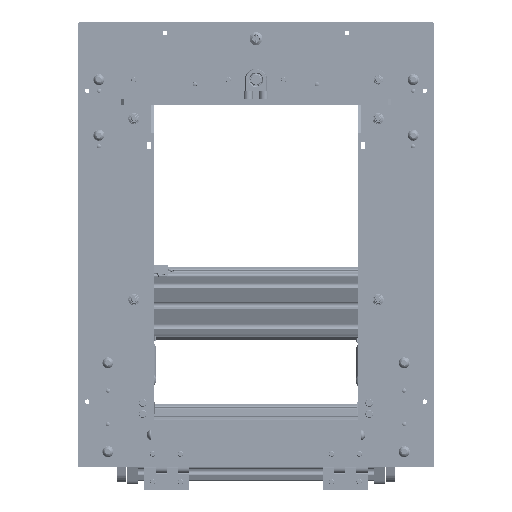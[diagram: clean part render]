
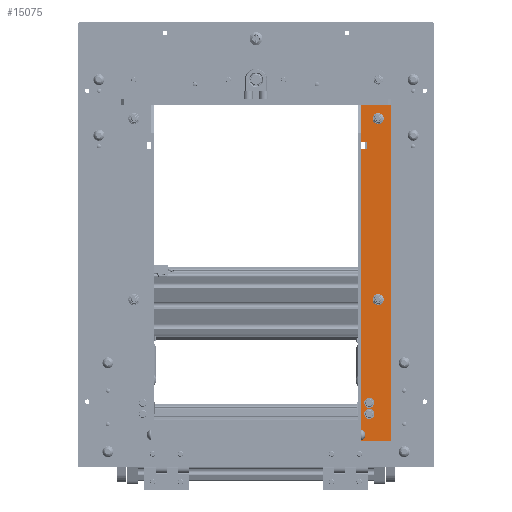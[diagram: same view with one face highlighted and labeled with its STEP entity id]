
A CAD part, front view. The second image highlights one B-rep face of the part: STEP entity #15075.
In plain terms, the highlighted planar face has unit normal (0, -1, 0).
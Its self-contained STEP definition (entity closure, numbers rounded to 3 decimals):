
#349 = DIRECTION ( 'NONE',  ( 0., 1., 0. ) ) ;
#910 = CARTESIAN_POINT ( 'NONE',  ( -10., -3., 127. ) ) ;
#1269 = CARTESIAN_POINT ( 'NONE',  ( -18., -3., 24. ) ) ;
#1347 = VERTEX_POINT ( 'NONE', #23654 ) ;
#2960 = CARTESIAN_POINT ( 'NONE',  ( -10., -3., 127. ) ) ;
#3804 = CARTESIAN_POINT ( 'NONE',  ( -30., -3., 151. ) ) ;
#4639 = AXIS2_PLACEMENT_3D ( 'NONE', #21182, #28519, #21584 ) ;
#4693 = VERTEX_POINT ( 'NONE', #26644 ) ;
#5278 = DIRECTION ( 'NONE',  ( -1., 0., 0. ) ) ;
#5571 = ORIENTED_EDGE ( 'NONE', *, *, #12355, .T. ) ;
#5693 = ORIENTED_EDGE ( 'NONE', *, *, #15762, .T. ) ;
#5702 = ORIENTED_EDGE ( 'NONE', *, *, #76185, .T. ) ;
#6382 = EDGE_CURVE ( 'NONE', #54629, #61843, #17480, .T. ) ;
#6910 = ORIENTED_EDGE ( 'NONE', *, *, #56657, .F. ) ;
#6971 = VECTOR ( 'NONE', #5278, 1000. ) ;
#7296 = CIRCLE ( 'NONE', #71018, 2.5 ) ;
#7358 = DIRECTION ( 'NONE',  ( 0., 0., 1. ) ) ;
#7398 = AXIS2_PLACEMENT_3D ( 'NONE', #1269, #68853, #56279 ) ;
#8962 = CARTESIAN_POINT ( 'NONE',  ( -18., -3., -141.5 ) ) ;
#9276 = EDGE_CURVE ( 'NONE', #18224, #59276, #25477, .T. ) ;
#9558 = DIRECTION ( 'NONE',  ( 0., 0., 1. ) ) ;
#9757 = CARTESIAN_POINT ( 'NONE',  ( -30., -3., 151. ) ) ;
#10380 = ORIENTED_EDGE ( 'NONE', *, *, #20885, .T. ) ;
#10843 = CARTESIAN_POINT ( 'NONE',  ( -18., -3., 21.5 ) ) ;
#12004 = DIRECTION ( 'NONE',  ( 0., 1., 0. ) ) ;
#12355 = EDGE_CURVE ( 'NONE', #63753, #79316, #52186, .T. ) ;
#12587 = CARTESIAN_POINT ( 'NONE',  ( -30., -3., -151. ) ) ;
#14290 = EDGE_CURVE ( 'NONE', #54629, #4693, #66251, .T. ) ;
#14469 = CARTESIAN_POINT ( 'NONE',  ( -10., -3., 129.5 ) ) ;
#14514 = EDGE_LOOP ( 'NONE', ( #41470, #64670 ) ) ;
#14768 = CARTESIAN_POINT ( 'NONE',  ( -10., -3., 119.5 ) ) ;
#15075 = ADVANCED_FACE ( 'NONE', ( #34249, #41509, #53411, #35439, #41107 ), #66004, .F. ) ;
#15533 = DIRECTION ( 'NONE',  ( 0., 1., 0. ) ) ;
#15535 = VECTOR ( 'NONE', #61033, 1000. ) ;
#15762 = EDGE_CURVE ( 'NONE', #1347, #16789, #7296, .T. ) ;
#15889 = ORIENTED_EDGE ( 'NONE', *, *, #79431, .T. ) ;
#15945 = DIRECTION ( 'NONE',  ( 0., 1., 0. ) ) ;
#16007 = VECTOR ( 'NONE', #71916, 1000. ) ;
#16789 = VERTEX_POINT ( 'NONE', #8962 ) ;
#17156 = EDGE_LOOP ( 'NONE', ( #42488, #76830 ) ) ;
#17480 = LINE ( 'NONE', #42278, #6971 ) ;
#17517 = VERTEX_POINT ( 'NONE', #10843 ) ;
#18117 = CIRCLE ( 'NONE', #77929, 2.5 ) ;
#18153 = DIRECTION ( 'NONE',  ( 1., 0., 0. ) ) ;
#18224 = VERTEX_POINT ( 'NONE', #78930 ) ;
#18324 = CIRCLE ( 'NONE', #50791, 2.5 ) ;
#19508 = CIRCLE ( 'NONE', #65050, 2.5 ) ;
#19971 = LINE ( 'NONE', #27307, #47337 ) ;
#20885 = EDGE_CURVE ( 'NONE', #16789, #1347, #23424, .T. ) ;
#21182 = CARTESIAN_POINT ( 'NONE',  ( -10., -3., 117. ) ) ;
#21539 = EDGE_CURVE ( 'NONE', #79931, #56306, #18324, .T. ) ;
#21584 = DIRECTION ( 'NONE',  ( 0., 0., 1. ) ) ;
#22435 = EDGE_LOOP ( 'NONE', ( #5571, #15889 ) ) ;
#23291 = VERTEX_POINT ( 'NONE', #3804 ) ;
#23424 = CIRCLE ( 'NONE', #53402, 2.5 ) ;
#23654 = CARTESIAN_POINT ( 'NONE',  ( -18., -3., -136.5 ) ) ;
#24709 = ORIENTED_EDGE ( 'NONE', *, *, #9276, .T. ) ;
#24953 = LINE ( 'NONE', #68520, #68484 ) ;
#25477 = LINE ( 'NONE', #73922, #60492 ) ;
#26644 = CARTESIAN_POINT ( 'NONE',  ( -3., -3., -151. ) ) ;
#27054 = VECTOR ( 'NONE', #59439, 1000. ) ;
#27307 = CARTESIAN_POINT ( 'NONE',  ( -3., -3., 151. ) ) ;
#28519 = DIRECTION ( 'NONE',  ( 0., 1., 0. ) ) ;
#30627 = DIRECTION ( 'NONE',  ( 0., 0., 1. ) ) ;
#31885 = DIRECTION ( 'NONE',  ( 1., 0., 0. ) ) ;
#33167 = DIRECTION ( 'NONE',  ( 0., 1., 0. ) ) ;
#33794 = CARTESIAN_POINT ( 'NONE',  ( -18., -3., 26.5 ) ) ;
#34249 = FACE_BOUND ( 'NONE', #17156, .T. ) ;
#34734 = VECTOR ( 'NONE', #7358, 1000. ) ;
#34841 = CARTESIAN_POINT ( 'NONE',  ( -3., -3., 151. ) ) ;
#35439 = FACE_BOUND ( 'NONE', #14514, .T. ) ;
#35706 = DIRECTION ( 'NONE',  ( 0., 0., 1. ) ) ;
#35943 = CIRCLE ( 'NONE', #7398, 2.5 ) ;
#36734 = ORIENTED_EDGE ( 'NONE', *, *, #39053, .F. ) ;
#36775 = VERTEX_POINT ( 'NONE', #12587 ) ;
#38424 = EDGE_LOOP ( 'NONE', ( #5693, #10380 ) ) ;
#38871 = ORIENTED_EDGE ( 'NONE', *, *, #59637, .T. ) ;
#38982 = ORIENTED_EDGE ( 'NONE', *, *, #67319, .T. ) ;
#39000 = VERTEX_POINT ( 'NONE', #33794 ) ;
#39053 = EDGE_CURVE ( 'NONE', #73847, #59276, #19971, .T. ) ;
#39094 = ORIENTED_EDGE ( 'NONE', *, *, #6382, .T. ) ;
#40330 = DIRECTION ( 'NONE',  ( 0., 0., 1. ) ) ;
#41107 = FACE_OUTER_BOUND ( 'NONE', #73498, .T. ) ;
#41470 = ORIENTED_EDGE ( 'NONE', *, *, #53449, .T. ) ;
#41509 = FACE_BOUND ( 'NONE', #22435, .T. ) ;
#42278 = CARTESIAN_POINT ( 'NONE',  ( -30., -3., -118. ) ) ;
#42460 = EDGE_CURVE ( 'NONE', #56306, #79931, #57981, .T. ) ;
#42488 = ORIENTED_EDGE ( 'NONE', *, *, #42460, .T. ) ;
#43452 = CARTESIAN_POINT ( 'NONE',  ( -18., -3., 24. ) ) ;
#43832 = ORIENTED_EDGE ( 'NONE', *, *, #14290, .F. ) ;
#46157 = CARTESIAN_POINT ( 'NONE',  ( -18., -3., -139. ) ) ;
#47337 = VECTOR ( 'NONE', #57493, 1000. ) ;
#48737 = AXIS2_PLACEMENT_3D ( 'NONE', #77418, #15533, #40330 ) ;
#48753 = LINE ( 'NONE', #72000, #15535 ) ;
#49323 = DIRECTION ( 'NONE',  ( 0., 1., 0. ) ) ;
#50070 = CARTESIAN_POINT ( 'NONE',  ( -8., -3., 151. ) ) ;
#50368 = DIRECTION ( 'NONE',  ( 0., 0., 1. ) ) ;
#50791 = AXIS2_PLACEMENT_3D ( 'NONE', #73865, #12004, #61702 ) ;
#52186 = CIRCLE ( 'NONE', #79498, 2.5 ) ;
#52688 = CARTESIAN_POINT ( 'NONE',  ( -10., -3., 124.5 ) ) ;
#53402 = AXIS2_PLACEMENT_3D ( 'NONE', #59809, #65882, #35706 ) ;
#53411 = FACE_BOUND ( 'NONE', #38424, .T. ) ;
#53449 = EDGE_CURVE ( 'NONE', #39000, #17517, #35943, .T. ) ;
#54629 = VERTEX_POINT ( 'NONE', #69912 ) ;
#56279 = DIRECTION ( 'NONE',  ( 0., 0., 1. ) ) ;
#56306 = VERTEX_POINT ( 'NONE', #14768 ) ;
#56657 = EDGE_CURVE ( 'NONE', #23291, #73847, #71196, .T. ) ;
#56669 = LINE ( 'NONE', #50070, #34734 ) ;
#57493 = DIRECTION ( 'NONE',  ( 0., 0., -1. ) ) ;
#57981 = CIRCLE ( 'NONE', #4639, 2.5 ) ;
#59276 = VERTEX_POINT ( 'NONE', #77830 ) ;
#59439 = DIRECTION ( 'NONE',  ( 1., 0., 0. ) ) ;
#59637 = EDGE_CURVE ( 'NONE', #23291, #36775, #48753, .T. ) ;
#59809 = CARTESIAN_POINT ( 'NONE',  ( -18., -3., -139. ) ) ;
#60492 = VECTOR ( 'NONE', #18153, 1000. ) ;
#61033 = DIRECTION ( 'NONE',  ( 0., 0., -1. ) ) ;
#61702 = DIRECTION ( 'NONE',  ( 0., 0., 1. ) ) ;
#61843 = VERTEX_POINT ( 'NONE', #72798 ) ;
#62632 = CARTESIAN_POINT ( 'NONE',  ( -10., -3., 114.5 ) ) ;
#63753 = VERTEX_POINT ( 'NONE', #14469 ) ;
#64670 = ORIENTED_EDGE ( 'NONE', *, *, #71383, .T. ) ;
#65050 = AXIS2_PLACEMENT_3D ( 'NONE', #43452, #349, #50368 ) ;
#65882 = DIRECTION ( 'NONE',  ( 0., 1., 0. ) ) ;
#66004 = PLANE ( 'NONE',  #48737 ) ;
#66251 = LINE ( 'NONE', #71527, #16007 ) ;
#67319 = EDGE_CURVE ( 'NONE', #61843, #18224, #56669, .T. ) ;
#68484 = VECTOR ( 'NONE', #31885, 1000. ) ;
#68520 = CARTESIAN_POINT ( 'NONE',  ( -30., -3., -151. ) ) ;
#68853 = DIRECTION ( 'NONE',  ( 0., 1., 0. ) ) ;
#69912 = CARTESIAN_POINT ( 'NONE',  ( -3., -3., -118. ) ) ;
#71018 = AXIS2_PLACEMENT_3D ( 'NONE', #46157, #33167, #9558 ) ;
#71196 = LINE ( 'NONE', #9757, #27054 ) ;
#71383 = EDGE_CURVE ( 'NONE', #17517, #39000, #19508, .T. ) ;
#71527 = CARTESIAN_POINT ( 'NONE',  ( -3., -3., 151. ) ) ;
#71916 = DIRECTION ( 'NONE',  ( 0., 0., -1. ) ) ;
#72000 = CARTESIAN_POINT ( 'NONE',  ( -30., -3., 151. ) ) ;
#72798 = CARTESIAN_POINT ( 'NONE',  ( -8., -3., -118. ) ) ;
#73498 = EDGE_LOOP ( 'NONE', ( #38982, #24709, #36734, #6910, #38871, #5702, #43832, #39094 ) ) ;
#73847 = VERTEX_POINT ( 'NONE', #34841 ) ;
#73865 = CARTESIAN_POINT ( 'NONE',  ( -10., -3., 117. ) ) ;
#73922 = CARTESIAN_POINT ( 'NONE',  ( -30., -3., -112. ) ) ;
#76185 = EDGE_CURVE ( 'NONE', #36775, #4693, #24953, .T. ) ;
#76830 = ORIENTED_EDGE ( 'NONE', *, *, #21539, .T. ) ;
#77418 = CARTESIAN_POINT ( 'NONE',  ( -30., -3., 151. ) ) ;
#77453 = DIRECTION ( 'NONE',  ( 0., 0., 1. ) ) ;
#77830 = CARTESIAN_POINT ( 'NONE',  ( -3., -3., -112. ) ) ;
#77929 = AXIS2_PLACEMENT_3D ( 'NONE', #910, #49323, #30627 ) ;
#78930 = CARTESIAN_POINT ( 'NONE',  ( -8., -3., -112. ) ) ;
#79316 = VERTEX_POINT ( 'NONE', #52688 ) ;
#79431 = EDGE_CURVE ( 'NONE', #79316, #63753, #18117, .T. ) ;
#79498 = AXIS2_PLACEMENT_3D ( 'NONE', #2960, #15945, #77453 ) ;
#79931 = VERTEX_POINT ( 'NONE', #62632 ) ;
